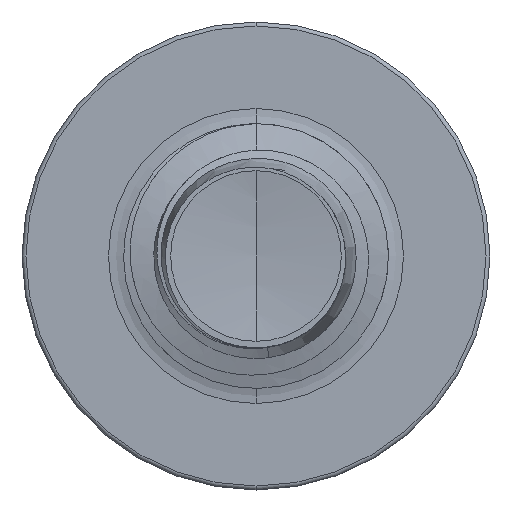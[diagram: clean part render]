
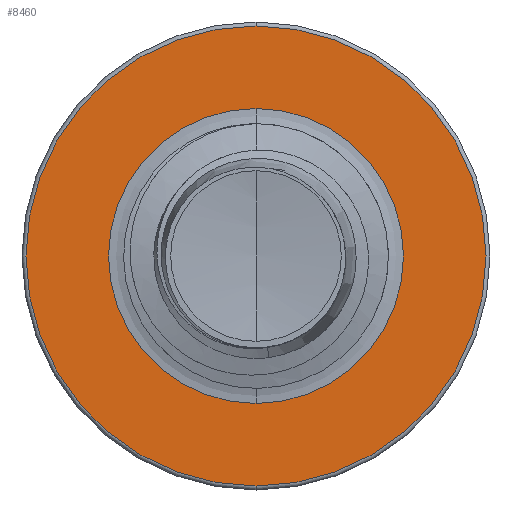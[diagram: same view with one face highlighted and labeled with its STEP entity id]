
A CAD part, front view. The second image highlights one B-rep face of the part: STEP entity #8460.
In plain terms, the highlighted planar face has unit normal (0, -1, 0).
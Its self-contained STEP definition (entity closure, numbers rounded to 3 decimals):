
#83 = VERTEX_POINT ( 'NONE', #8984 ) ;
#537 = VERTEX_POINT ( 'NONE', #6571 ) ;
#1547 = DIRECTION ( 'NONE',  ( 0., 0., 1. ) ) ;
#1554 = ORIENTED_EDGE ( 'NONE', *, *, #7246, .T. ) ;
#1564 = DIRECTION ( 'NONE',  ( 0., 1., 0. ) ) ;
#1584 = CARTESIAN_POINT ( 'NONE',  ( 0., 2.5, 0. ) ) ;
#1753 = CIRCLE ( 'NONE', #11743, 1.67 ) ;
#1987 = CARTESIAN_POINT ( 'NONE',  ( 0., 2.5, -1.67 ) ) ;
#2512 = AXIS2_PLACEMENT_3D ( 'NONE', #3652, #3635, #3624 ) ;
#2933 = DIRECTION ( 'NONE',  ( 0., 1., 0. ) ) ;
#2966 = CIRCLE ( 'NONE', #11664, 2.605 ) ;
#2969 = DIRECTION ( 'NONE',  ( 0., 1., 0. ) ) ;
#3530 = PLANE ( 'NONE',  #4972 ) ;
#3571 = DIRECTION ( 'NONE',  ( 0., 1., 0. ) ) ;
#3624 = DIRECTION ( 'NONE',  ( 0., 0., 1. ) ) ;
#3635 = DIRECTION ( 'NONE',  ( 0., 1., 0. ) ) ;
#3652 = CARTESIAN_POINT ( 'NONE',  ( 0., 2.5, 0. ) ) ;
#3765 = CIRCLE ( 'NONE', #2512, 1.67 ) ;
#3937 = EDGE_CURVE ( 'NONE', #10319, #83, #2966, .T. ) ;
#4026 = ORIENTED_EDGE ( 'NONE', *, *, #4551, .T. ) ;
#4551 = EDGE_CURVE ( 'NONE', #537, #9786, #3765, .T. ) ;
#4972 = AXIS2_PLACEMENT_3D ( 'NONE', #7242, #3571, #9728 ) ;
#5559 = EDGE_LOOP ( 'NONE', ( #4026, #1554 ) ) ;
#6105 = ORIENTED_EDGE ( 'NONE', *, *, #3937, .F. ) ;
#6571 = CARTESIAN_POINT ( 'NONE',  ( 0., 2.5, 1.67 ) ) ;
#6944 = AXIS2_PLACEMENT_3D ( 'NONE', #8475, #2933, #9304 ) ;
#7242 = CARTESIAN_POINT ( 'NONE',  ( 0., 2.5, -1.67 ) ) ;
#7246 = EDGE_CURVE ( 'NONE', #9786, #537, #1753, .T. ) ;
#8302 = ORIENTED_EDGE ( 'NONE', *, *, #9550, .F. ) ;
#8460 = ADVANCED_FACE ( 'NONE', ( #10862, #8799 ), #3530, .F. ) ;
#8475 = CARTESIAN_POINT ( 'NONE',  ( 0., 2.5, 0. ) ) ;
#8499 = CARTESIAN_POINT ( 'NONE',  ( 0., 2.5, 0. ) ) ;
#8799 = FACE_BOUND ( 'NONE', #5559, .T. ) ;
#8984 = CARTESIAN_POINT ( 'NONE',  ( 0., 2.5, 2.605 ) ) ;
#9304 = DIRECTION ( 'NONE',  ( 0., 0., 1. ) ) ;
#9328 = DIRECTION ( 'NONE',  ( 0., 0., 1. ) ) ;
#9513 = CARTESIAN_POINT ( 'NONE',  ( 0., 2.5, -2.605 ) ) ;
#9550 = EDGE_CURVE ( 'NONE', #83, #10319, #10247, .T. ) ;
#9728 = DIRECTION ( 'NONE',  ( 0., 0., 1. ) ) ;
#9786 = VERTEX_POINT ( 'NONE', #1987 ) ;
#10247 = CIRCLE ( 'NONE', #6944, 2.605 ) ;
#10319 = VERTEX_POINT ( 'NONE', #9513 ) ;
#10600 = EDGE_LOOP ( 'NONE', ( #8302, #6105 ) ) ;
#10862 = FACE_OUTER_BOUND ( 'NONE', #10600, .T. ) ;
#11664 = AXIS2_PLACEMENT_3D ( 'NONE', #1584, #1564, #1547 ) ;
#11743 = AXIS2_PLACEMENT_3D ( 'NONE', #8499, #2969, #9328 ) ;
